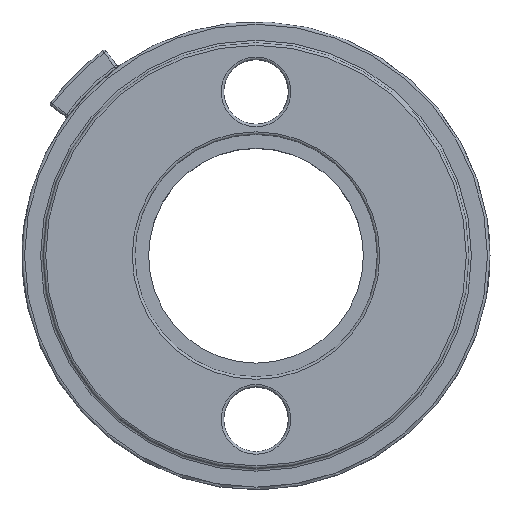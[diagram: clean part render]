
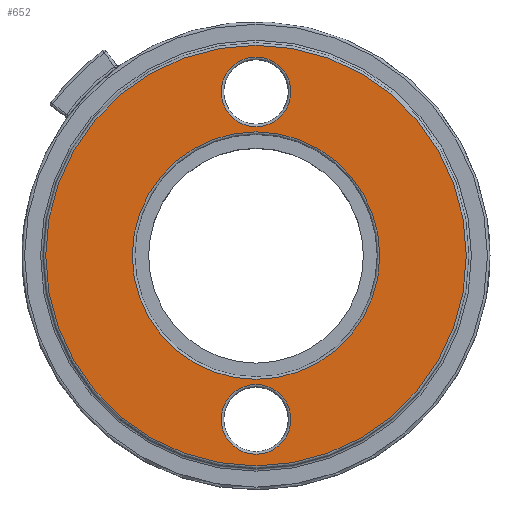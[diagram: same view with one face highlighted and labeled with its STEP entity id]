
A CAD part, top view. The second image highlights one B-rep face of the part: STEP entity #652.
In plain terms, the highlighted planar face has unit normal (0, 0, 1).
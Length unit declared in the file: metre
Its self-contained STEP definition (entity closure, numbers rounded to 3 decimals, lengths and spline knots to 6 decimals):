
#45=PLANE('',#726);
#102=CIRCLE('',#727,0.008156);
#103=CIRCLE('',#728,0.004798);
#104=CIRCLE('',#729,0.00135);
#105=CIRCLE('',#730,0.00135);
#168=ORIENTED_EDGE('',*,*,#332,.T.);
#169=ORIENTED_EDGE('',*,*,#333,.T.);
#170=ORIENTED_EDGE('',*,*,#334,.T.);
#171=ORIENTED_EDGE('',*,*,#335,.T.);
#332=EDGE_CURVE('',#414,#414,#102,.T.);
#333=EDGE_CURVE('',#415,#415,#103,.F.);
#334=EDGE_CURVE('',#416,#416,#104,.F.);
#335=EDGE_CURVE('',#417,#417,#105,.F.);
#414=VERTEX_POINT('',#1126);
#415=VERTEX_POINT('',#1128);
#416=VERTEX_POINT('',#1130);
#417=VERTEX_POINT('',#1132);
#470=EDGE_LOOP('',(#168));
#471=EDGE_LOOP('',(#169));
#472=EDGE_LOOP('',(#170));
#473=EDGE_LOOP('',(#171));
#556=FACE_BOUND('',#470,.T.);
#557=FACE_BOUND('',#471,.T.);
#558=FACE_BOUND('',#472,.T.);
#559=FACE_BOUND('',#473,.T.);
#652=ADVANCED_FACE('',(#556,#557,#558,#559),#45,.T.);
#726=AXIS2_PLACEMENT_3D('',#1124,#860,#861);
#727=AXIS2_PLACEMENT_3D('',#1125,#862,#863);
#728=AXIS2_PLACEMENT_3D('',#1127,#864,#865);
#729=AXIS2_PLACEMENT_3D('',#1129,#866,#867);
#730=AXIS2_PLACEMENT_3D('',#1131,#868,#869);
#860=DIRECTION('',(0.,0.,1.));
#861=DIRECTION('',(1.,0.,0.));
#862=DIRECTION('',(0.,0.,1.));
#863=DIRECTION('',(1.,0.,0.));
#864=DIRECTION('',(0.,0.,1.));
#865=DIRECTION('',(1.,0.,0.));
#866=DIRECTION('',(0.,0.,1.));
#867=DIRECTION('',(1.,0.,0.));
#868=DIRECTION('',(0.,0.,1.));
#869=DIRECTION('',(1.,0.,0.));
#1124=CARTESIAN_POINT('',(0.,0.,0.007023));
#1125=CARTESIAN_POINT('',(0.,0.,0.007023));
#1126=CARTESIAN_POINT('',(0.008156,0.,0.007023));
#1127=CARTESIAN_POINT('',(0.,0.,0.007023));
#1128=CARTESIAN_POINT('',(0.004798,0.,0.007023));
#1129=CARTESIAN_POINT('',(0.,0.00635,0.007023));
#1130=CARTESIAN_POINT('',(0.00135,0.00635,0.007023));
#1131=CARTESIAN_POINT('',(0.,-0.00635,0.007023));
#1132=CARTESIAN_POINT('',(0.00135,-0.00635,0.007023));
